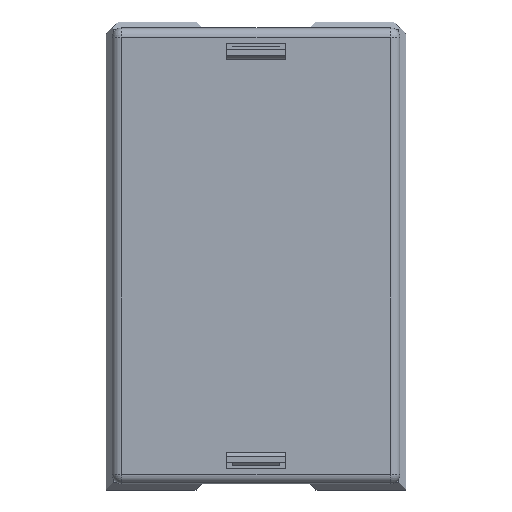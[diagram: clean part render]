
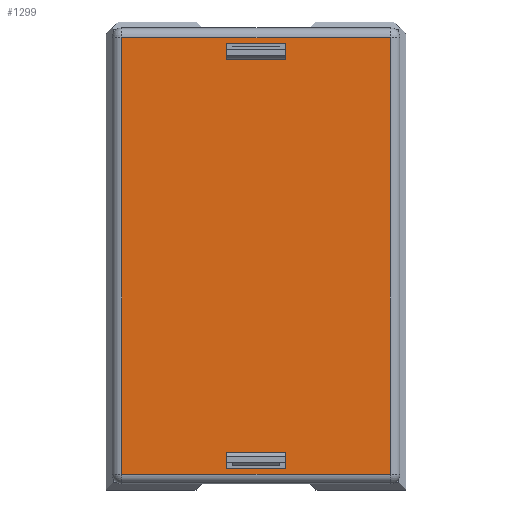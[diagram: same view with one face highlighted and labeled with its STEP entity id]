
A CAD part, top view. The second image highlights one B-rep face of the part: STEP entity #1299.
In plain terms, the highlighted face is planar.
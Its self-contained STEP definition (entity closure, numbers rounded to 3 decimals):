
#127 = VECTOR ( 'NONE', #1749, 1000. ) ;
#130 = FACE_BOUND ( 'NONE', #2794, .T. ) ;
#153 = VECTOR ( 'NONE', #4051, 1000. ) ;
#155 = VECTOR ( 'NONE', #1951, 1000. ) ;
#185 = VECTOR ( 'NONE', #1740, 1000. ) ;
#203 = VECTOR ( 'NONE', #1743, 1000. ) ;
#343 = FACE_OUTER_BOUND ( 'NONE', #2882, .T. ) ;
#401 = VECTOR ( 'NONE', #1556, 1000. ) ;
#459 = VECTOR ( 'NONE', #3720, 1000. ) ;
#476 = VECTOR ( 'NONE', #2132, 1000. ) ;
#536 = VECTOR ( 'NONE', #2169, 1000. ) ;
#551 = AXIS2_PLACEMENT_3D ( 'NONE', #1890, #1891, #1892 ) ;
#554 = FACE_BOUND ( 'NONE', #3485, .T. ) ;
#625 = VECTOR ( 'NONE', #1568, 1000. ) ;
#681 = VECTOR ( 'NONE', #2138, 1000. ) ;
#724 = VECTOR ( 'NONE', #4060, 1000. ) ;
#866 = EDGE_CURVE ( 'NONE', #4295, #4338, #3617, .T. ) ;
#872 = EDGE_CURVE ( 'NONE', #4175, #4295, #4066, .T. ) ;
#1106 = EDGE_CURVE ( 'NONE', #4274, #4251, #3712, .T. ) ;
#1175 = EDGE_CURVE ( 'NONE', #4243, #4310, #1554, .T. ) ;
#1179 = EDGE_CURVE ( 'NONE', #4251, #4202, #1566, .T. ) ;
#1242 = EDGE_CURVE ( 'NONE', #4338, #4327, #1735, .T. ) ;
#1243 = EDGE_CURVE ( 'NONE', #4202, #4326, #1744, .T. ) ;
#1244 = EDGE_CURVE ( 'NONE', #4244, #4312, #1741, .T. ) ;
#1299 = ADVANCED_FACE ( 'NONE', ( #343, #554, #130 ), #1886, .T. ) ;
#1318 = EDGE_CURVE ( 'NONE', #4312, #4243, #1949, .T. ) ;
#1382 = EDGE_CURVE ( 'NONE', #4327, #4175, #2130, .T. ) ;
#1384 = EDGE_CURVE ( 'NONE', #4310, #4244, #2136, .T. ) ;
#1394 = EDGE_CURVE ( 'NONE', #4326, #4274, #2161, .T. ) ;
#1554 = LINE ( 'NONE', #1555, #401 ) ;
#1555 = CARTESIAN_POINT ( 'NONE',  ( 2.5, -17.7, 0. ) ) ;
#1556 = DIRECTION ( 'NONE',  ( -1., 0., 0. ) ) ;
#1566 = LINE ( 'NONE', #1567, #625 ) ;
#1567 = CARTESIAN_POINT ( 'NONE',  ( -11.2, 19., 0. ) ) ;
#1568 = DIRECTION ( 'NONE',  ( 0., 1., 0. ) ) ;
#1735 = LINE ( 'NONE', #1736, #203 ) ;
#1736 = CARTESIAN_POINT ( 'NONE',  ( 2.5, 17.7, 0. ) ) ;
#1739 = CARTESIAN_POINT ( 'NONE',  ( 12., 18.2, 0. ) ) ;
#1740 = DIRECTION ( 'NONE',  ( 1., 0., 0. ) ) ;
#1741 = LINE ( 'NONE', #1742, #127 ) ;
#1742 = CARTESIAN_POINT ( 'NONE',  ( 2.5, -16.4, 0. ) ) ;
#1743 = DIRECTION ( 'NONE',  ( 0., -1., 0. ) ) ;
#1744 = LINE ( 'NONE', #1739, #185 ) ;
#1749 = DIRECTION ( 'NONE',  ( 1., 0., 0. ) ) ;
#1886 = PLANE ( 'NONE',  #551 ) ;
#1890 = CARTESIAN_POINT ( 'NONE',  ( 12., 19., 0. ) ) ;
#1891 = DIRECTION ( 'NONE',  ( 0., 0., -1. ) ) ;
#1892 = DIRECTION ( 'NONE',  ( -1., 0., 0. ) ) ;
#1949 = LINE ( 'NONE', #1950, #155 ) ;
#1950 = CARTESIAN_POINT ( 'NONE',  ( 2.5, -17.7, 0. ) ) ;
#1951 = DIRECTION ( 'NONE',  ( 0., -1., 0. ) ) ;
#2130 = LINE ( 'NONE', #2131, #476 ) ;
#2131 = CARTESIAN_POINT ( 'NONE',  ( 2.5, 16.4, 0. ) ) ;
#2132 = DIRECTION ( 'NONE',  ( -1., 0., 0. ) ) ;
#2136 = LINE ( 'NONE', #2137, #681 ) ;
#2137 = CARTESIAN_POINT ( 'NONE',  ( -2.5, -16.4, 0. ) ) ;
#2138 = DIRECTION ( 'NONE',  ( 0., 1., 0. ) ) ;
#2161 = LINE ( 'NONE', #2162, #536 ) ;
#2162 = CARTESIAN_POINT ( 'NONE',  ( 11.2, 19., 0. ) ) ;
#2169 = DIRECTION ( 'NONE',  ( 0., -1., 0. ) ) ;
#2307 = ORIENTED_EDGE ( 'NONE', *, *, #866, .F. ) ;
#2336 = ORIENTED_EDGE ( 'NONE', *, *, #1394, .T. ) ;
#2411 = ORIENTED_EDGE ( 'NONE', *, *, #1242, .F. ) ;
#2420 = ORIENTED_EDGE ( 'NONE', *, *, #1179, .T. ) ;
#2457 = ORIENTED_EDGE ( 'NONE', *, *, #1384, .F. ) ;
#2504 = ORIENTED_EDGE ( 'NONE', *, *, #1243, .T. ) ;
#2567 = ORIENTED_EDGE ( 'NONE', *, *, #1106, .T. ) ;
#2794 = EDGE_LOOP ( 'NONE', ( #2411, #2307, #3337, #3325 ) ) ;
#2811 = ORIENTED_EDGE ( 'NONE', *, *, #1318, .F. ) ;
#2882 = EDGE_LOOP ( 'NONE', ( #2336, #2567, #2420, #2504 ) ) ;
#2921 = ORIENTED_EDGE ( 'NONE', *, *, #1175, .F. ) ;
#2979 = ORIENTED_EDGE ( 'NONE', *, *, #1244, .F. ) ;
#3119 = CARTESIAN_POINT ( 'NONE',  ( 2.5, 17.7, 0. ) ) ;
#3139 = CARTESIAN_POINT ( 'NONE',  ( 11.2, 18.2, 0. ) ) ;
#3140 = CARTESIAN_POINT ( 'NONE',  ( 2.5, 16.4, 0. ) ) ;
#3151 = CARTESIAN_POINT ( 'NONE',  ( -2.5, -17.7, 0. ) ) ;
#3153 = CARTESIAN_POINT ( 'NONE',  ( 2.5, -16.4, 0. ) ) ;
#3158 = CARTESIAN_POINT ( 'NONE',  ( -2.5, 17.7, 0. ) ) ;
#3179 = CARTESIAN_POINT ( 'NONE',  ( -11.2, 18.2, 0. ) ) ;
#3220 = CARTESIAN_POINT ( 'NONE',  ( 2.5, -17.7, 0. ) ) ;
#3229 = CARTESIAN_POINT ( 'NONE',  ( -11.2, -18.2, 0. ) ) ;
#3232 = CARTESIAN_POINT ( 'NONE',  ( -2.5, -16.4, 0. ) ) ;
#3261 = CARTESIAN_POINT ( 'NONE',  ( 11.2, -18.2, 0. ) ) ;
#3282 = CARTESIAN_POINT ( 'NONE',  ( -2.5, 16.4, 0. ) ) ;
#3325 = ORIENTED_EDGE ( 'NONE', *, *, #1382, .F. ) ;
#3337 = ORIENTED_EDGE ( 'NONE', *, *, #872, .F. ) ;
#3485 = EDGE_LOOP ( 'NONE', ( #2979, #2457, #2921, #2811 ) ) ;
#3617 = LINE ( 'NONE', #4048, #153 ) ;
#3712 = LINE ( 'NONE', #3716, #459 ) ;
#3716 = CARTESIAN_POINT ( 'NONE',  ( -12., -18.2, 0. ) ) ;
#3720 = DIRECTION ( 'NONE',  ( -1., 0., 0. ) ) ;
#4048 = CARTESIAN_POINT ( 'NONE',  ( 2.5, 17.7, 0. ) ) ;
#4051 = DIRECTION ( 'NONE',  ( 1., 0., 0. ) ) ;
#4058 = CARTESIAN_POINT ( 'NONE',  ( -2.5, 16.4, 0. ) ) ;
#4060 = DIRECTION ( 'NONE',  ( 0., 1., 0. ) ) ;
#4066 = LINE ( 'NONE', #4058, #724 ) ;
#4175 = VERTEX_POINT ( 'NONE', #3282 ) ;
#4202 = VERTEX_POINT ( 'NONE', #3179 ) ;
#4243 = VERTEX_POINT ( 'NONE', #3220 ) ;
#4244 = VERTEX_POINT ( 'NONE', #3232 ) ;
#4251 = VERTEX_POINT ( 'NONE', #3229 ) ;
#4274 = VERTEX_POINT ( 'NONE', #3261 ) ;
#4295 = VERTEX_POINT ( 'NONE', #3158 ) ;
#4310 = VERTEX_POINT ( 'NONE', #3151 ) ;
#4312 = VERTEX_POINT ( 'NONE', #3153 ) ;
#4326 = VERTEX_POINT ( 'NONE', #3139 ) ;
#4327 = VERTEX_POINT ( 'NONE', #3140 ) ;
#4338 = VERTEX_POINT ( 'NONE', #3119 ) ;
